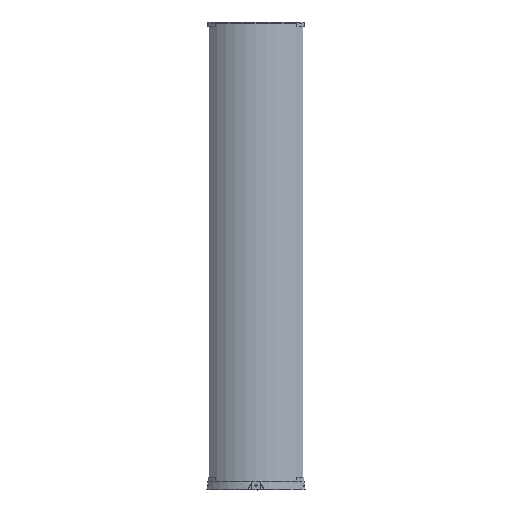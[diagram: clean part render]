
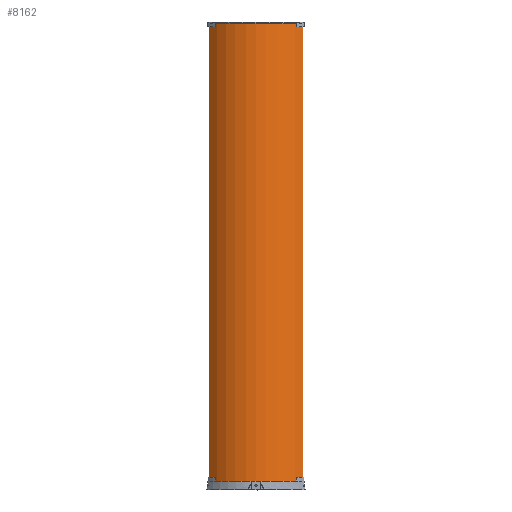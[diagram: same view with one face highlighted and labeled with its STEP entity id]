
A CAD part, front view. The second image highlights one B-rep face of the part: STEP entity #8162.
In plain terms, the highlighted cylindrical face has radius 253.5 mm (diameter 507 mm), a partial arc.
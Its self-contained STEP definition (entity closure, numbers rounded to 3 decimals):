
#1129=FACE_OUTER_BOUND('',#1664,.T.);
#1664=EDGE_LOOP('',(#7441,#7442,#7443,#7444));
#2211=LINE('',#16045,#2785);
#2212=LINE('',#16048,#2786);
#2785=VECTOR('',#11558,10.);
#2786=VECTOR('',#11561,10.);
#3256=CIRCLE('',#9314,253.5);
#3257=CIRCLE('',#9315,253.5);
#3999=VERTEX_POINT('',#16041);
#4000=VERTEX_POINT('',#16042);
#4001=VERTEX_POINT('',#16044);
#4002=VERTEX_POINT('',#16046);
#5155=EDGE_CURVE('',#3999,#4000,#3256,.T.);
#5156=EDGE_CURVE('',#4001,#4000,#2211,.T.);
#5157=EDGE_CURVE('',#4001,#4002,#3257,.T.);
#5158=EDGE_CURVE('',#4002,#3999,#2212,.T.);
#7441=ORIENTED_EDGE('',*,*,#5155,.T.);
#7442=ORIENTED_EDGE('',*,*,#5156,.F.);
#7443=ORIENTED_EDGE('',*,*,#5157,.T.);
#7444=ORIENTED_EDGE('',*,*,#5158,.T.);
#7750=CYLINDRICAL_SURFACE('',#9313,253.5);
#8162=ADVANCED_FACE('',(#1129),#7750,.T.);
#9313=AXIS2_PLACEMENT_3D('',#16040,#11554,#11555);
#9314=AXIS2_PLACEMENT_3D('',#16043,#11556,#11557);
#9315=AXIS2_PLACEMENT_3D('',#16047,#11559,#11560);
#11554=DIRECTION('center_axis',(0.,0.,1.));
#11555=DIRECTION('ref_axis',(0.725,0.688,0.));
#11556=DIRECTION('center_axis',(0.,0.,-1.));
#11557=DIRECTION('ref_axis',(0.725,0.688,0.));
#11558=DIRECTION('',(0.,0.,1.));
#11559=DIRECTION('center_axis',(0.,0.,1.));
#11560=DIRECTION('ref_axis',(0.725,0.688,0.));
#11561=DIRECTION('',(0.,0.,1.));
#16040=CARTESIAN_POINT('Origin',(0.,-174.5,0.));
#16041=CARTESIAN_POINT('',(-183.88,0.,1800.));
#16042=CARTESIAN_POINT('',(183.88,0.,1800.));
#16043=CARTESIAN_POINT('Origin',(0.,-174.5,1800.));
#16044=CARTESIAN_POINT('',(183.88,0.,0.));
#16045=CARTESIAN_POINT('',(183.88,0.,0.));
#16046=CARTESIAN_POINT('',(-183.88,0.,0.));
#16047=CARTESIAN_POINT('Origin',(0.,-174.5,0.));
#16048=CARTESIAN_POINT('',(-183.88,0.,0.));
